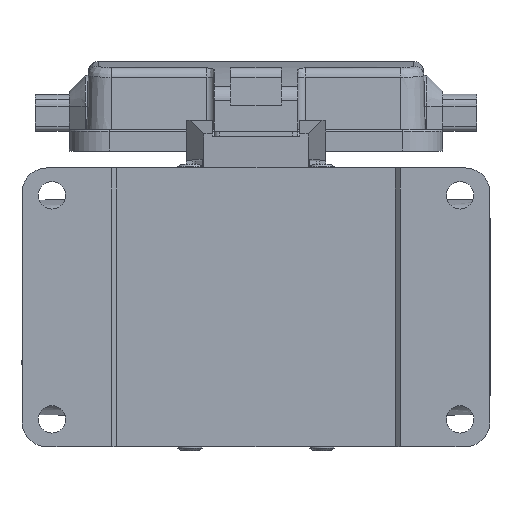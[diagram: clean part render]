
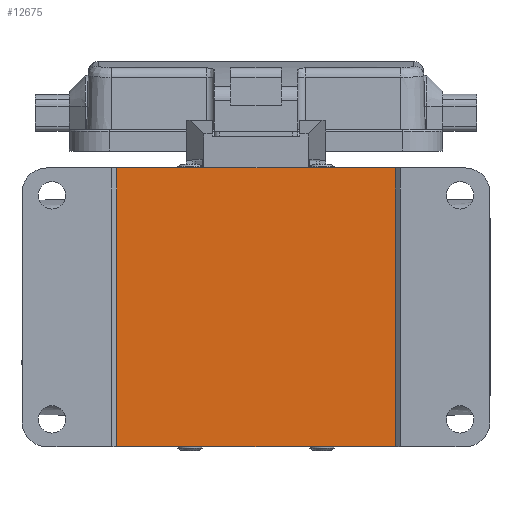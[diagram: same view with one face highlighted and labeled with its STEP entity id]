
A CAD part, front view. The second image highlights one B-rep face of the part: STEP entity #12675.
In plain terms, the highlighted planar face has unit normal (0, -1, 0).
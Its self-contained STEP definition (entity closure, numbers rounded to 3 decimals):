
#683 = CARTESIAN_POINT ( 'NONE',  ( -28., -76., -28. ) ) ;
#751 = CARTESIAN_POINT ( 'NONE',  ( -28., -76., 28. ) ) ;
#792 = CARTESIAN_POINT ( 'NONE',  ( 28., -76., -28. ) ) ;
#918 = CARTESIAN_POINT ( 'NONE',  ( 28., -76., 28. ) ) ;
#1726 = LINE ( 'NONE', #1727, #2033 ) ;
#1727 = CARTESIAN_POINT ( 'NONE',  ( -28., -76., 33.6 ) ) ;
#1728 = DIRECTION ( 'NONE',  ( 0., 0., -1. ) ) ;
#1729 = LINE ( 'NONE', #1730, #2034 ) ;
#1730 = CARTESIAN_POINT ( 'NONE',  ( -47., -76., 28. ) ) ;
#1731 = DIRECTION ( 'NONE',  ( 1., 0., 0. ) ) ;
#1732 = LINE ( 'NONE', #1733, #2035 ) ;
#1733 = CARTESIAN_POINT ( 'NONE',  ( 47., -76., -28. ) ) ;
#1734 = DIRECTION ( 'NONE',  ( -1., 0., 0. ) ) ;
#1735 = LINE ( 'NONE', #1736, #2036 ) ;
#1736 = CARTESIAN_POINT ( 'NONE',  ( 28., -76., 33.6 ) ) ;
#1737 = DIRECTION ( 'NONE',  ( 0., 0., 1. ) ) ;
#2033 = VECTOR ( 'NONE', #1728, 1000. ) ;
#2034 = VECTOR ( 'NONE', #1731, 1000. ) ;
#2035 = VECTOR ( 'NONE', #1734, 1000. ) ;
#2036 = VECTOR ( 'NONE', #1737, 1000. ) ;
#2556 = PLANE ( 'NONE',  #16879 ) ;
#2557 = CARTESIAN_POINT ( 'NONE',  ( 28., -76., 33.6 ) ) ;
#2558 = DIRECTION ( 'NONE',  ( 0., 1., 0. ) ) ;
#2559 = DIRECTION ( 'NONE',  ( 0., 0., 1. ) ) ;
#3716 = EDGE_LOOP ( 'NONE', ( #12831, #12829, #12830, #12828 ) ) ;
#12675 = ADVANCED_FACE ( 'NONE', ( #16878 ), #2556, .F. ) ;
#12828 = ORIENTED_EDGE ( 'NONE', *, *, #14065, .T. ) ;
#12829 = ORIENTED_EDGE ( 'NONE', *, *, #14068, .T. ) ;
#12830 = ORIENTED_EDGE ( 'NONE', *, *, #14066, .F. ) ;
#12831 = ORIENTED_EDGE ( 'NONE', *, *, #14067, .F. ) ;
#14065 = EDGE_CURVE ( 'NONE', #15241, #14719, #1726, .T. ) ;
#14066 = EDGE_CURVE ( 'NONE', #15241, #15409, #1729, .T. ) ;
#14067 = EDGE_CURVE ( 'NONE', #15283, #14719, #1732, .T. ) ;
#14068 = EDGE_CURVE ( 'NONE', #15283, #15409, #1735, .T. ) ;
#14719 = VERTEX_POINT ( 'NONE', #683 ) ;
#15241 = VERTEX_POINT ( 'NONE', #751 ) ;
#15283 = VERTEX_POINT ( 'NONE', #792 ) ;
#15409 = VERTEX_POINT ( 'NONE', #918 ) ;
#16878 = FACE_OUTER_BOUND ( 'NONE', #3716, .T. ) ;
#16879 = AXIS2_PLACEMENT_3D ( 'NONE', #2557, #2558, #2559 ) ;
